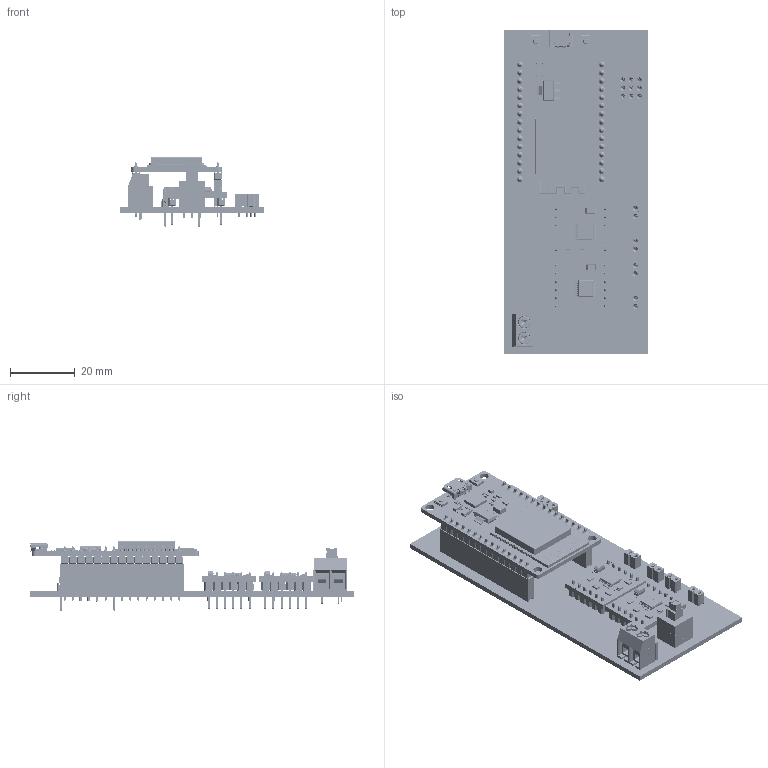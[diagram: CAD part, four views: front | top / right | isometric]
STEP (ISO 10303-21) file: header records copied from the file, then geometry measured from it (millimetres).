
FILE_DESCRIPTION(('FreeCAD Model'),'2;1');
FILE_NAME('Open CASCADE Shape Model','2025-05-02T11:51:21',('FreeCAD'),( 'FreeCAD'),'Open CASCADE STEP processor 7.6','FreeCAD','Unknown');
FILE_SCHEMA(('AUTOMOTIVE_DESIGN { 1 0 10303 214 1 1 1 1 }'));
Products named in the file (1): Open CASCADE STEP translator 7.6 1
Bounding box: 44.83 x 100.71 x 21.6 mm (x, y, z)
Volume: 15225.9 mm3; surface area: 30056.5 mm2
Topology: 370 solids, 390 shells, 13118 faces, 32226 edges, 20395 vertices
Faces by surface type: plane 10144, cylinder 1754, bspline 566, cone 380, torus 162, sphere 112
Full cylindrical faces by diameter (mm): 0.1 x25, 0.3 x4, 0.4 x9, 0.45 x2, 0.5 x2, 0.508 x6, 0.6 x1, 0.7 x2, 0.759 x2, 0.762 x30, 0.8 x4, 1 x54, 1.016 x47, 1.2 x4, 1.27 x4, 1.4 x60, 1.5 x2, 1.524 x2, 1.9 x2, 2 x1, 2.453 x4, 2.8 x4
Entity records: 403814 total; most frequent: CARTESIAN_POINT 97027, ORIENTED_EDGE 64102, DIRECTION 59634, EDGE_CURVE 32051, LINE 26130, VECTOR 26130, VERTEX_POINT 20393, AXIS2_PLACEMENT_3D 16752
